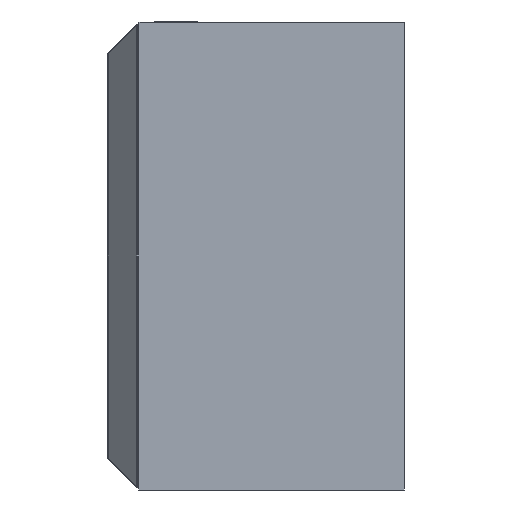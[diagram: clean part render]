
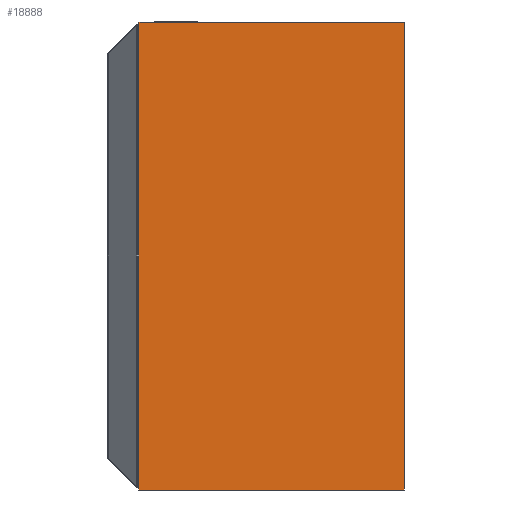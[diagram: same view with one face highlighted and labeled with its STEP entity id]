
A CAD part, left-side view. The second image highlights one B-rep face of the part: STEP entity #18888.
In plain terms, the highlighted planar face has unit normal (-1, 0, 0).
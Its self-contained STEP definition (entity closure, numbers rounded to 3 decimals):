
#210 = AXIS2_PLACEMENT_3D ( 'NONE', #27602, #21019, #1108 ) ;
#568 = LINE ( 'NONE', #42300, #26073 ) ;
#1108 = DIRECTION ( 'NONE',  ( 0., 0., -1. ) ) ;
#1125 = EDGE_CURVE ( 'NONE', #5709, #36454, #27903, .T. ) ;
#2413 = DIRECTION ( 'NONE',  ( 0., -1., 0. ) ) ;
#5709 = VERTEX_POINT ( 'NONE', #22723 ) ;
#5964 = VECTOR ( 'NONE', #38469, 1000. ) ;
#9153 = VERTEX_POINT ( 'NONE', #13307 ) ;
#11356 = CARTESIAN_POINT ( 'NONE',  ( -69.4, 0., -15. ) ) ;
#12245 = VECTOR ( 'NONE', #36551, 1000. ) ;
#12928 = ORIENTED_EDGE ( 'NONE', *, *, #17036, .F. ) ;
#13307 = CARTESIAN_POINT ( 'NONE',  ( -69.4, 17., -15. ) ) ;
#14342 = PLANE ( 'NONE',  #210 ) ;
#14796 = LINE ( 'NONE', #21860, #5964 ) ;
#17036 = EDGE_CURVE ( 'NONE', #9153, #32657, #38830, .T. ) ;
#17783 = EDGE_CURVE ( 'NONE', #32657, #36454, #14796, .T. ) ;
#17806 = CARTESIAN_POINT ( 'NONE',  ( -69.4, 0., 15. ) ) ;
#18162 = DIRECTION ( 'NONE',  ( 0., 0., 1. ) ) ;
#18888 = ADVANCED_FACE ( 'NONE', ( #25646 ), #14342, .F. ) ;
#19455 = CARTESIAN_POINT ( 'NONE',  ( -69.4, 17., 15. ) ) ;
#19934 = CARTESIAN_POINT ( 'NONE',  ( -69.4, 17., -15. ) ) ;
#21019 = DIRECTION ( 'NONE',  ( 1., 0., 0. ) ) ;
#21860 = CARTESIAN_POINT ( 'NONE',  ( -69.4, 17., 15. ) ) ;
#22723 = CARTESIAN_POINT ( 'NONE',  ( -69.4, 0., -15. ) ) ;
#25646 = FACE_OUTER_BOUND ( 'NONE', #39156, .T. ) ;
#26073 = VECTOR ( 'NONE', #2413, 1000. ) ;
#26882 = VECTOR ( 'NONE', #18162, 1000. ) ;
#27602 = CARTESIAN_POINT ( 'NONE',  ( -69.4, 17., -15. ) ) ;
#27903 = LINE ( 'NONE', #11356, #26882 ) ;
#31016 = ORIENTED_EDGE ( 'NONE', *, *, #17783, .F. ) ;
#32657 = VERTEX_POINT ( 'NONE', #19455 ) ;
#33369 = EDGE_CURVE ( 'NONE', #9153, #5709, #568, .T. ) ;
#36454 = VERTEX_POINT ( 'NONE', #17806 ) ;
#36551 = DIRECTION ( 'NONE',  ( 0., 0., 1. ) ) ;
#38388 = ORIENTED_EDGE ( 'NONE', *, *, #1125, .T. ) ;
#38469 = DIRECTION ( 'NONE',  ( 0., -1., 0. ) ) ;
#38830 = LINE ( 'NONE', #19934, #12245 ) ;
#39156 = EDGE_LOOP ( 'NONE', ( #38388, #31016, #12928, #42999 ) ) ;
#42300 = CARTESIAN_POINT ( 'NONE',  ( -69.4, 17., -15. ) ) ;
#42999 = ORIENTED_EDGE ( 'NONE', *, *, #33369, .T. ) ;
